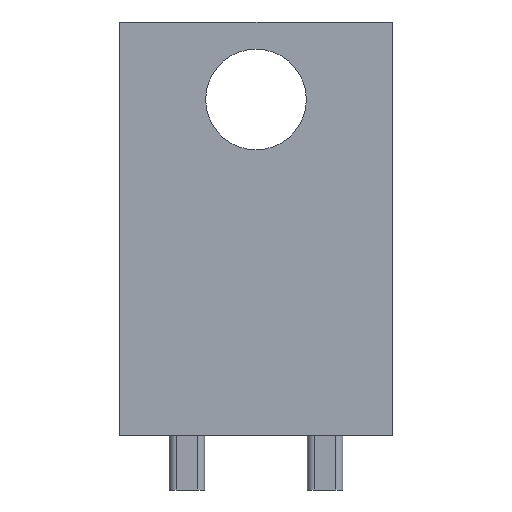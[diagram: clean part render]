
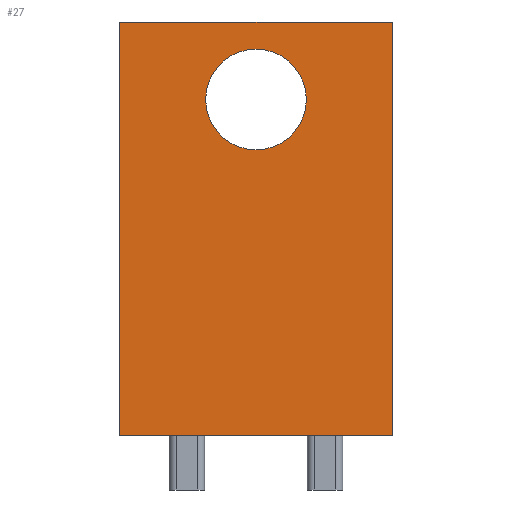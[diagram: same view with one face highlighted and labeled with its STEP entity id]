
A CAD part, front view. The second image highlights one B-rep face of the part: STEP entity #27.
In plain terms, the highlighted planar face has unit normal (0, -1, 0).
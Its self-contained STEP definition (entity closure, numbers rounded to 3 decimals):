
#16 = EDGE_CURVE ( 'NONE', #852, #855, #1116, .T. ) ;
#23 = EDGE_CURVE ( 'NONE', #840, #839, #363, .T. ) ;
#24 = EDGE_CURVE ( 'NONE', #855, #847, #1629, .T. ) ;
#27 = ADVANCED_FACE ( 'NONE', ( #1634, #1635 ), #2986, .F. ) ;
#30 = EDGE_CURVE ( 'NONE', #852, #845, #1640, .T. ) ;
#38 = EDGE_CURVE ( 'NONE', #845, #847, #1646, .T. ) ;
#52 = EDGE_CURVE ( 'NONE', #839, #840, #1485, .T. ) ;
#120 = CARTESIAN_POINT ( 'NONE',  ( 10., 0., 15.2 ) ) ;
#216 = CARTESIAN_POINT ( 'NONE',  ( 0., 0., 0. ) ) ;
#219 = CARTESIAN_POINT ( 'NONE',  ( 5., 0., 14.2 ) ) ;
#225 = CARTESIAN_POINT ( 'NONE',  ( 0., 0., 15.2 ) ) ;
#232 = CARTESIAN_POINT ( 'NONE',  ( 10., 0., 0. ) ) ;
#234 = CARTESIAN_POINT ( 'NONE',  ( 5., 0., 10.5 ) ) ;
#360 = AXIS2_PLACEMENT_3D ( 'NONE', #2966, #2967, #2968 ) ;
#363 = CIRCLE ( 'NONE', #360, 1.85 ) ;
#366 = AXIS2_PLACEMENT_3D ( 'NONE', #2987, #2988, #2989 ) ;
#372 = VECTOR ( 'NONE', #2970, 1000. ) ;
#381 = VECTOR ( 'NONE', #2944, 1000. ) ;
#388 = VECTOR ( 'NONE', #2996, 1000. ) ;
#757 = EDGE_LOOP ( 'NONE', ( #1010, #1014, #1012, #1015 ) ) ;
#765 = EDGE_LOOP ( 'NONE', ( #1011, #1013 ) ) ;
#839 = VERTEX_POINT ( 'NONE', #219 ) ;
#840 = VERTEX_POINT ( 'NONE', #234 ) ;
#845 = VERTEX_POINT ( 'NONE', #216 ) ;
#847 = VERTEX_POINT ( 'NONE', #232 ) ;
#852 = VERTEX_POINT ( 'NONE', #225 ) ;
#855 = VERTEX_POINT ( 'NONE', #120 ) ;
#1010 = ORIENTED_EDGE ( 'NONE', *, *, #38, .T. ) ;
#1011 = ORIENTED_EDGE ( 'NONE', *, *, #23, .F. ) ;
#1012 = ORIENTED_EDGE ( 'NONE', *, *, #16, .F. ) ;
#1013 = ORIENTED_EDGE ( 'NONE', *, *, #52, .F. ) ;
#1014 = ORIENTED_EDGE ( 'NONE', *, *, #24, .F. ) ;
#1015 = ORIENTED_EDGE ( 'NONE', *, *, #30, .T. ) ;
#1116 = LINE ( 'NONE', #2943, #381 ) ;
#1485 = CIRCLE ( 'NONE', #1522, 1.85 ) ;
#1512 = VECTOR ( 'NONE', #3014, 1000. ) ;
#1522 = AXIS2_PLACEMENT_3D ( 'NONE', #3056, #3057, #3058 ) ;
#1629 = LINE ( 'NONE', #2969, #372 ) ;
#1634 = FACE_BOUND ( 'NONE', #765, .T. ) ;
#1635 = FACE_OUTER_BOUND ( 'NONE', #757, .T. ) ;
#1640 = LINE ( 'NONE', #2995, #388 ) ;
#1646 = LINE ( 'NONE', #3013, #1512 ) ;
#2943 = CARTESIAN_POINT ( 'NONE',  ( 0., 0., 15.2 ) ) ;
#2944 = DIRECTION ( 'NONE',  ( 1., 0., 0. ) ) ;
#2966 = CARTESIAN_POINT ( 'NONE',  ( 5., 0., 12.35 ) ) ;
#2967 = DIRECTION ( 'NONE',  ( 0., -1., 0. ) ) ;
#2968 = DIRECTION ( 'NONE',  ( 0., 0., -1. ) ) ;
#2969 = CARTESIAN_POINT ( 'NONE',  ( 10., 0., 15.2 ) ) ;
#2970 = DIRECTION ( 'NONE',  ( 0., 0., -1. ) ) ;
#2986 = PLANE ( 'NONE',  #366 ) ;
#2987 = CARTESIAN_POINT ( 'NONE',  ( 0., 0., 15.2 ) ) ;
#2988 = DIRECTION ( 'NONE',  ( 0., 1., 0. ) ) ;
#2989 = DIRECTION ( 'NONE',  ( 0., 0., 1. ) ) ;
#2995 = CARTESIAN_POINT ( 'NONE',  ( 0., 0., 15.2 ) ) ;
#2996 = DIRECTION ( 'NONE',  ( 0., 0., -1. ) ) ;
#3013 = CARTESIAN_POINT ( 'NONE',  ( 0., 0., 0. ) ) ;
#3014 = DIRECTION ( 'NONE',  ( 1., 0., 0. ) ) ;
#3056 = CARTESIAN_POINT ( 'NONE',  ( 5., 0., 12.35 ) ) ;
#3057 = DIRECTION ( 'NONE',  ( 0., -1., 0. ) ) ;
#3058 = DIRECTION ( 'NONE',  ( 0., 0., -1. ) ) ;
